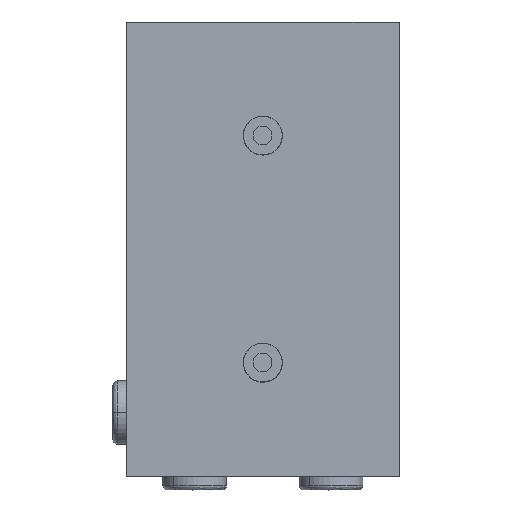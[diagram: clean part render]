
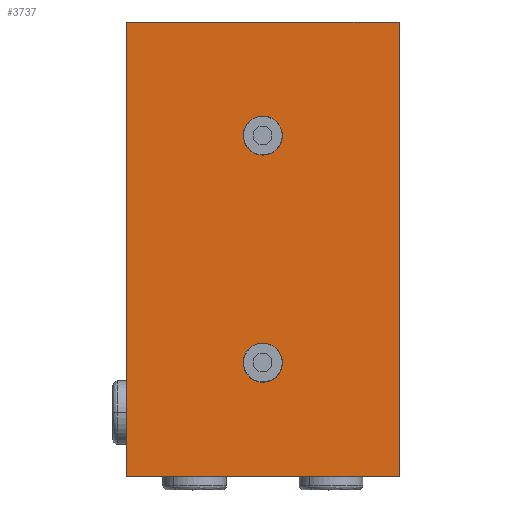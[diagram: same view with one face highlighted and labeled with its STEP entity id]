
A CAD part, top view. The second image highlights one B-rep face of the part: STEP entity #3737.
In plain terms, the highlighted planar face has unit normal (0, 0, 1).
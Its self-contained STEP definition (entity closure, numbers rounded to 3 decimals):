
#127 = DIRECTION ( 'NONE',  ( 0., 0., 1. ) ) ;
#284 = EDGE_CURVE ( 'NONE', #5108, #3832, #494, .T. ) ;
#328 = VERTEX_POINT ( 'NONE', #4623 ) ;
#331 = FACE_BOUND ( 'NONE', #4887, .T. ) ;
#434 = AXIS2_PLACEMENT_3D ( 'NONE', #2776, #5219, #3610 ) ;
#494 = CIRCLE ( 'NONE', #3909, 4.3 ) ;
#507 = VERTEX_POINT ( 'NONE', #610 ) ;
#516 = FACE_BOUND ( 'NONE', #2560, .T. ) ;
#610 = CARTESIAN_POINT ( 'NONE',  ( -30., -50., 39.8 ) ) ;
#638 = CARTESIAN_POINT ( 'NONE',  ( 30., -50., 39.8 ) ) ;
#713 = ORIENTED_EDGE ( 'NONE', *, *, #4579, .F. ) ;
#740 = EDGE_CURVE ( 'NONE', #3818, #2972, #4914, .T. ) ;
#820 = CARTESIAN_POINT ( 'NONE',  ( 1.647, 21.028, 39.8 ) ) ;
#1182 = LINE ( 'NONE', #5253, #3230 ) ;
#1289 = VECTOR ( 'NONE', #4687, 1000. ) ;
#1333 = ORIENTED_EDGE ( 'NONE', *, *, #3600, .F. ) ;
#1349 = CARTESIAN_POINT ( 'NONE',  ( 0., 25., 39.8 ) ) ;
#1533 = VECTOR ( 'NONE', #3402, 1000. ) ;
#1552 = ORIENTED_EDGE ( 'NONE', *, *, #284, .F. ) ;
#1619 = DIRECTION ( 'NONE',  ( -1., 0., 0. ) ) ;
#1816 = EDGE_CURVE ( 'NONE', #3832, #5108, #2415, .T. ) ;
#1905 = DIRECTION ( 'NONE',  ( 0., -1., 0. ) ) ;
#2019 = EDGE_CURVE ( 'NONE', #507, #4136, #4639, .T. ) ;
#2163 = ORIENTED_EDGE ( 'NONE', *, *, #3489, .F. ) ;
#2325 = CIRCLE ( 'NONE', #4975, 4.3 ) ;
#2333 = VERTEX_POINT ( 'NONE', #3260 ) ;
#2358 = LINE ( 'NONE', #4260, #1289 ) ;
#2414 = CARTESIAN_POINT ( 'NONE',  ( 30., 50., 39.8 ) ) ;
#2415 = CIRCLE ( 'NONE', #4597, 4.3 ) ;
#2542 = CARTESIAN_POINT ( 'NONE',  ( -30., 50., 39.8 ) ) ;
#2556 = ORIENTED_EDGE ( 'NONE', *, *, #740, .F. ) ;
#2560 = EDGE_LOOP ( 'NONE', ( #713, #4194 ) ) ;
#2577 = DIRECTION ( 'NONE',  ( 0.383, -0.924, 0. ) ) ;
#2591 = CARTESIAN_POINT ( 'NONE',  ( 0., 25., 39.8 ) ) ;
#2776 = CARTESIAN_POINT ( 'NONE',  ( -30., 50., 39.8 ) ) ;
#2929 = DIRECTION ( 'NONE',  ( 0.383, -0.924, 0. ) ) ;
#2972 = VERTEX_POINT ( 'NONE', #638 ) ;
#3093 = VECTOR ( 'NONE', #1905, 1000. ) ;
#3215 = CARTESIAN_POINT ( 'NONE',  ( 0., -25., 39.8 ) ) ;
#3230 = VECTOR ( 'NONE', #1619, 1000. ) ;
#3232 = DIRECTION ( 'NONE',  ( 0.383, -0.924, 0. ) ) ;
#3260 = CARTESIAN_POINT ( 'NONE',  ( 1.647, -28.972, 39.8 ) ) ;
#3327 = DIRECTION ( 'NONE',  ( 0.383, -0.924, 0. ) ) ;
#3401 = ORIENTED_EDGE ( 'NONE', *, *, #2019, .F. ) ;
#3402 = DIRECTION ( 'NONE',  ( 0., 1., 0. ) ) ;
#3414 = DIRECTION ( 'NONE',  ( 0., 0., 1. ) ) ;
#3489 = EDGE_CURVE ( 'NONE', #2972, #507, #1182, .T. ) ;
#3536 = CARTESIAN_POINT ( 'NONE',  ( -30., 50., 39.8 ) ) ;
#3600 = EDGE_CURVE ( 'NONE', #4136, #3818, #2358, .T. ) ;
#3610 = DIRECTION ( 'NONE',  ( -1., 0., 0. ) ) ;
#3668 = CARTESIAN_POINT ( 'NONE',  ( 0., -25., 39.8 ) ) ;
#3737 = ADVANCED_FACE ( 'NONE', ( #516, #331, #3829 ), #4160, .F. ) ;
#3818 = VERTEX_POINT ( 'NONE', #2414 ) ;
#3829 = FACE_OUTER_BOUND ( 'NONE', #4949, .T. ) ;
#3832 = VERTEX_POINT ( 'NONE', #820 ) ;
#3909 = AXIS2_PLACEMENT_3D ( 'NONE', #2591, #3414, #2577 ) ;
#4136 = VERTEX_POINT ( 'NONE', #3536 ) ;
#4160 = PLANE ( 'NONE',  #434 ) ;
#4194 = ORIENTED_EDGE ( 'NONE', *, *, #5260, .F. ) ;
#4260 = CARTESIAN_POINT ( 'NONE',  ( -30., 50., 39.8 ) ) ;
#4400 = DIRECTION ( 'NONE',  ( 0., 0., 1. ) ) ;
#4465 = CIRCLE ( 'NONE', #4889, 4.3 ) ;
#4579 = EDGE_CURVE ( 'NONE', #2333, #328, #4465, .T. ) ;
#4597 = AXIS2_PLACEMENT_3D ( 'NONE', #1349, #127, #3327 ) ;
#4623 = CARTESIAN_POINT ( 'NONE',  ( -1.647, -21.028, 39.8 ) ) ;
#4639 = LINE ( 'NONE', #2542, #1533 ) ;
#4687 = DIRECTION ( 'NONE',  ( 1., 0., 0. ) ) ;
#4875 = DIRECTION ( 'NONE',  ( 0., 0., 1. ) ) ;
#4878 = ORIENTED_EDGE ( 'NONE', *, *, #1816, .F. ) ;
#4887 = EDGE_LOOP ( 'NONE', ( #4878, #1552 ) ) ;
#4889 = AXIS2_PLACEMENT_3D ( 'NONE', #3215, #4400, #3232 ) ;
#4914 = LINE ( 'NONE', #5158, #3093 ) ;
#4949 = EDGE_LOOP ( 'NONE', ( #2163, #2556, #1333, #3401 ) ) ;
#4975 = AXIS2_PLACEMENT_3D ( 'NONE', #3668, #4875, #2929 ) ;
#5108 = VERTEX_POINT ( 'NONE', #5274 ) ;
#5158 = CARTESIAN_POINT ( 'NONE',  ( 30., 50., 39.8 ) ) ;
#5219 = DIRECTION ( 'NONE',  ( 0., 0., -1. ) ) ;
#5253 = CARTESIAN_POINT ( 'NONE',  ( -30., -50., 39.8 ) ) ;
#5260 = EDGE_CURVE ( 'NONE', #328, #2333, #2325, .T. ) ;
#5274 = CARTESIAN_POINT ( 'NONE',  ( -1.647, 28.972, 39.8 ) ) ;
